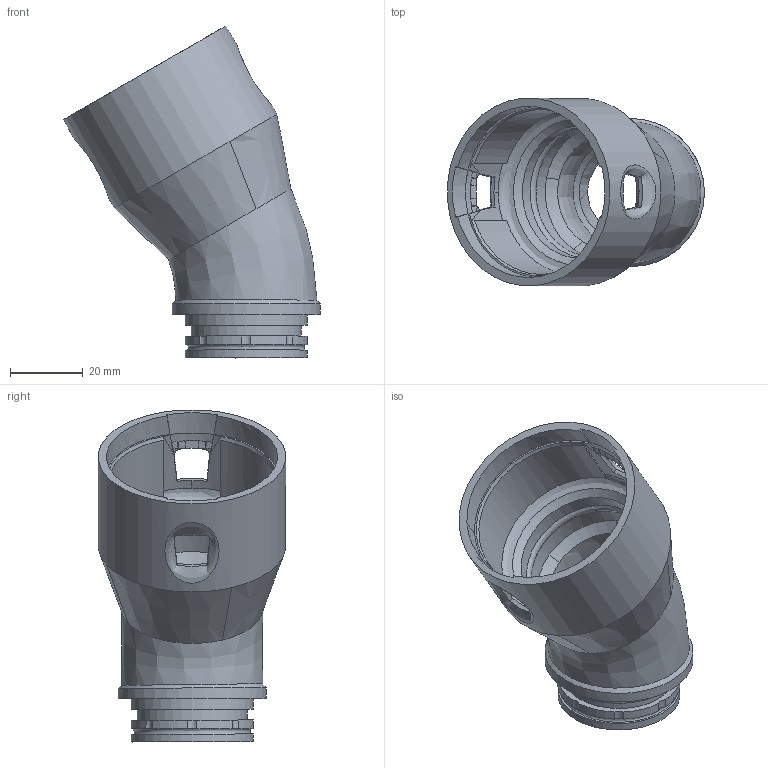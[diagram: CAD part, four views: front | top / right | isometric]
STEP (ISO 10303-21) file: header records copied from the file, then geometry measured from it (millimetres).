
FILE_DESCRIPTION(/* description */ (''),/* implementation_level */ '2;1');
FILE_NAME(/* name */ 'Clickandclean-adapter2',/* time_stamp */ '2025-01-05T02:22:32+01:00',/* author */ (''),/* organization */ (''),/* preprocessor_version */ 'ST-DEVELOPER v19.2',/* originating_system */ 'Rhino 8.14',/* authorisation */ '');
FILE_SCHEMA (('CONFIG_CONTROL_DESIGN'));
Length unit declared in the file: millimetre
Products named in the file (1): Document
Bounding box: 70.52 x 51.4 x 91.14 mm (x, y, z)
Volume: 42099.9 mm3; surface area: 23279.8 mm2
Topology: 1 solids, 1 shells, 113 faces, 298 edges, 184 vertices
Faces by surface type: bspline 73, plane 23, cylinder 17
Full cylindrical faces by diameter (mm): 36.3 x2, 51.6 x1
Entity records: 30880 total; most frequent: CARTESIAN_POINT 28835, ORIENTED_EDGE 596, EDGE_CURVE 298, VERTEX_POINT 184, B_SPLINE_CURVE_WITH_KNOTS 169, DIRECTION 134, EDGE_LOOP 116, ADVANCED_FACE 113
